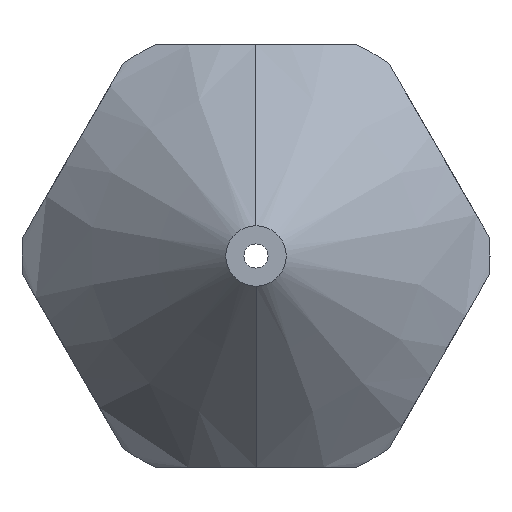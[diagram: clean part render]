
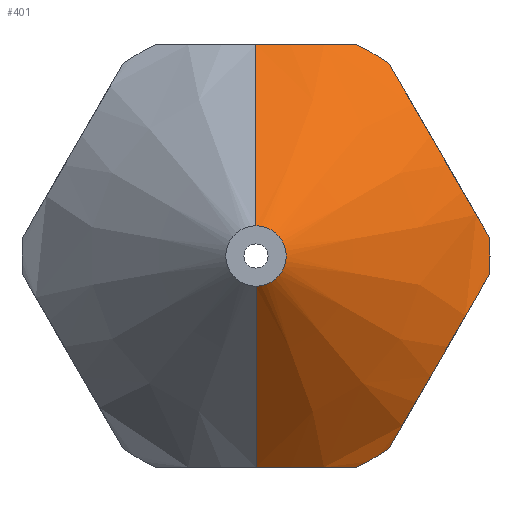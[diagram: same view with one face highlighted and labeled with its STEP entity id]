
A CAD part, front view. The second image highlights one B-rep face of the part: STEP entity #401.
In plain terms, the highlighted conical face has half-angle 45 degrees and reference radius 3 mm.
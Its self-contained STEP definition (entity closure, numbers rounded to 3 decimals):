
#10 = EDGE_CURVE ( 'NONE', #949, #3609, #2541, .T. ) ;
#142 = CARTESIAN_POINT ( 'NONE',  ( 3.732, 3.263, -0.537 ) ) ;
#156 = CARTESIAN_POINT ( 'NONE',  ( 3.391, 3.071, -1.127 ) ) ;
#161 = CARTESIAN_POINT ( 'NONE',  ( 0., 3., -3.5 ) ) ;
#173 = DIRECTION ( 'NONE',  ( 0., 0.707, 0.707 ) ) ;
#304 = CARTESIAN_POINT ( 'NONE',  ( 0., 3., 3.5 ) ) ;
#326 = ORIENTED_EDGE ( 'NONE', *, *, #3032, .F. ) ;
#347 = ORIENTED_EDGE ( 'NONE', *, *, #10, .F. ) ;
#376 = CARTESIAN_POINT ( 'NONE',  ( 3.172, 3., 1.506 ) ) ;
#401 = ADVANCED_FACE ( 'NONE', ( #1819 ), #1003, .T. ) ;
#459 = CARTESIAN_POINT ( 'NONE',  ( 2.884, 3.01, 2.005 ) ) ;
#460 = AXIS2_PLACEMENT_3D ( 'NONE', #520, #2622, #4117 ) ;
#474 = CARTESIAN_POINT ( 'NONE',  ( 3.179, 3.01, -1.495 ) ) ;
#483 = CARTESIAN_POINT ( 'NONE',  ( 3.863, 3.375, 0.31 ) ) ;
#520 = CARTESIAN_POINT ( 'NONE',  ( 0., 3.375, 0. ) ) ;
#572 = CARTESIAN_POINT ( 'NONE',  ( 1.401, 3.262, -3.5 ) ) ;
#580 = B_SPLINE_CURVE_WITH_KNOTS ( 'NONE', 3,
 ( #1878, #572, #2674, #3188, #1947, #1269 ),
 .UNSPECIFIED., .F., .F.,
 ( 4, 2, 4 ),
 ( 0.016, 0.017, 0.017 ),
 .UNSPECIFIED. ) ;
#593 = AXIS2_PLACEMENT_3D ( 'NONE', #1103, #1822, #726 ) ;
#642 = CIRCLE ( 'NONE', #3361, 3.875 ) ;
#663 = CARTESIAN_POINT ( 'NONE',  ( 0., 3., 3.5 ) ) ;
#726 = DIRECTION ( 'NONE',  ( 0., 0., 1. ) ) ;
#800 = CARTESIAN_POINT ( 'NONE',  ( 3.863, 3.375, -0.31 ) ) ;
#810 = CARTESIAN_POINT ( 'NONE',  ( 2.89, 3., -1.994 ) ) ;
#818 = CARTESIAN_POINT ( 'NONE',  ( 3.313, 3.035, 1.261 ) ) ;
#825 = EDGE_CURVE ( 'NONE', #1647, #3031, #2386, .T. ) ;
#870 = CARTESIAN_POINT ( 'NONE',  ( 0., 0., 0. ) ) ;
#897 = DIRECTION ( 'NONE',  ( 0., 1., 0. ) ) ;
#949 = VERTEX_POINT ( 'NONE', #4115 ) ;
#965 = CARTESIAN_POINT ( 'NONE',  ( 0., 2.5, -3. ) ) ;
#1003 = CONICAL_SURFACE ( 'NONE', #593, 3., 0.785 ) ;
#1007 = CARTESIAN_POINT ( 'NONE',  ( 0.572, 3.036, 3.5 ) ) ;
#1103 = CARTESIAN_POINT ( 'NONE',  ( 0., 2.5, 0. ) ) ;
#1158 = CARTESIAN_POINT ( 'NONE',  ( 2.469, 3.166, -2.723 ) ) ;
#1189 = EDGE_CURVE ( 'NONE', #3031, #1902, #580, .T. ) ;
#1206 = DIRECTION ( 'NONE',  ( 0., 0., -1. ) ) ;
#1223 = B_SPLINE_CURVE_WITH_KNOTS ( 'NONE', 3,
 ( #1709, #2128, #4040, #1404, #1755, #459, #1724, #376, #818, #1695, #2302, #483 ),
 .UNSPECIFIED., .F., .F.,
 ( 4, 2, 2, 2, 2, 4 ),
 ( 0., 0.001, 0.002, 0.002, 0.003, 0.004 ),
 .UNSPECIFIED. ) ;
#1269 = CARTESIAN_POINT ( 'NONE',  ( 0., 3., -3.5 ) ) ;
#1310 = CARTESIAN_POINT ( 'NONE',  ( 0., 3.375, 0. ) ) ;
#1326 = CARTESIAN_POINT ( 'NONE',  ( 1.401, 3.262, 3.5 ) ) ;
#1404 = CARTESIAN_POINT ( 'NONE',  ( 2.671, 3.071, 2.373 ) ) ;
#1427 = EDGE_CURVE ( 'NONE', #3609, #3134, #1223, .T. ) ;
#1470 = CARTESIAN_POINT ( 'NONE',  ( 2.2, 3.375, -3.19 ) ) ;
#1559 = ORIENTED_EDGE ( 'NONE', *, *, #4191, .F. ) ;
#1647 = VERTEX_POINT ( 'NONE', #4033 ) ;
#1691 = VECTOR ( 'NONE', #173, 1000. ) ;
#1695 = CARTESIAN_POINT ( 'NONE',  ( 3.593, 3.166, 0.777 ) ) ;
#1709 = CARTESIAN_POINT ( 'NONE',  ( 2.2, 3.375, 3.19 ) ) ;
#1724 = CARTESIAN_POINT ( 'NONE',  ( 2.956, 3., 1.879 ) ) ;
#1755 = CARTESIAN_POINT ( 'NONE',  ( 2.741, 3.045, 2.252 ) ) ;
#1819 = FACE_OUTER_BOUND ( 'NONE', #2618, .T. ) ;
#1822 = DIRECTION ( 'NONE',  ( 0., 1., 0. ) ) ;
#1828 = VERTEX_POINT ( 'NONE', #3919 ) ;
#1834 = CARTESIAN_POINT ( 'NONE',  ( 0., 2.5, 3. ) ) ;
#1878 = CARTESIAN_POINT ( 'NONE',  ( 1.663, 3.375, -3.5 ) ) ;
#1902 = VERTEX_POINT ( 'NONE', #161 ) ;
#1947 = CARTESIAN_POINT ( 'NONE',  ( 0.289, 3., -3.5 ) ) ;
#1999 = ORIENTED_EDGE ( 'NONE', *, *, #1427, .F. ) ;
#2048 = ORIENTED_EDGE ( 'NONE', *, *, #2868, .T. ) ;
#2107 = CARTESIAN_POINT ( 'NONE',  ( 3.598, 3.169, -0.768 ) ) ;
#2128 = CARTESIAN_POINT ( 'NONE',  ( 2.33, 3.263, 2.963 ) ) ;
#2302 = CARTESIAN_POINT ( 'NONE',  ( 3.73, 3.261, 0.539 ) ) ;
#2332 = CARTESIAN_POINT ( 'NONE',  ( 3.863, 3.375, 0.31 ) ) ;
#2334 = CARTESIAN_POINT ( 'NONE',  ( 0., 3.375, 0. ) ) ;
#2337 = AXIS2_PLACEMENT_3D ( 'NONE', #870, #3161, #1206 ) ;
#2386 = CIRCLE ( 'NONE', #2486, 3.875 ) ;
#2428 = VECTOR ( 'NONE', #3192, 1000. ) ;
#2434 = CARTESIAN_POINT ( 'NONE',  ( 3.321, 3.045, -1.248 ) ) ;
#2486 = AXIS2_PLACEMENT_3D ( 'NONE', #2334, #3194, #4192 ) ;
#2541 = CIRCLE ( 'NONE', #460, 3.875 ) ;
#2553 = LINE ( 'NONE', #1834, #1691 ) ;
#2597 = EDGE_CURVE ( 'NONE', #3134, #1828, #642, .T. ) ;
#2618 = EDGE_LOOP ( 'NONE', ( #3675, #2048, #2681, #3687, #3339, #3127, #1999, #347, #1559, #326 ) ) ;
#2622 = DIRECTION ( 'NONE',  ( 0., 1., 0. ) ) ;
#2631 = CARTESIAN_POINT ( 'NONE',  ( 0.289, 3., 3.5 ) ) ;
#2674 = CARTESIAN_POINT ( 'NONE',  ( 1.127, 3.167, -3.5 ) ) ;
#2681 = ORIENTED_EDGE ( 'NONE', *, *, #1189, .F. ) ;
#2719 = CIRCLE ( 'NONE', #2337, 0.5 ) ;
#2782 = CARTESIAN_POINT ( 'NONE',  ( 3.106, 3., -1.621 ) ) ;
#2806 = CARTESIAN_POINT ( 'NONE',  ( 1.663, 3.375, -3.5 ) ) ;
#2868 = EDGE_CURVE ( 'NONE', #4094, #1902, #3106, .T. ) ;
#2907 = CARTESIAN_POINT ( 'NONE',  ( 0., 0., 0.5 ) ) ;
#3019 = B_SPLINE_CURVE_WITH_KNOTS ( 'NONE', 3,
 ( #800, #142, #2107, #156, #2434, #474, #2782, #810, #3105, #1158, #3433, #1470 ),
 .UNSPECIFIED., .F., .F.,
 ( 4, 2, 2, 2, 2, 4 ),
 ( 0., 0.001, 0.002, 0.002, 0.003, 0.004 ),
 .UNSPECIFIED. ) ;
#3031 = VERTEX_POINT ( 'NONE', #2806 ) ;
#3032 = EDGE_CURVE ( 'NONE', #4043, #3067, #2553, .T. ) ;
#3067 = VERTEX_POINT ( 'NONE', #304 ) ;
#3105 = CARTESIAN_POINT ( 'NONE',  ( 2.749, 3.035, -2.239 ) ) ;
#3106 = LINE ( 'NONE', #965, #2428 ) ;
#3127 = ORIENTED_EDGE ( 'NONE', *, *, #2597, .F. ) ;
#3134 = VERTEX_POINT ( 'NONE', #2332 ) ;
#3161 = DIRECTION ( 'NONE',  ( 0., -1., 0. ) ) ;
#3188 = CARTESIAN_POINT ( 'NONE',  ( 0.572, 3.036, -3.5 ) ) ;
#3192 = DIRECTION ( 'NONE',  ( 0., 0.707, -0.707 ) ) ;
#3194 = DIRECTION ( 'NONE',  ( 0., 1., 0. ) ) ;
#3290 = CARTESIAN_POINT ( 'NONE',  ( 1.127, 3.167, 3.5 ) ) ;
#3339 = ORIENTED_EDGE ( 'NONE', *, *, #3346, .F. ) ;
#3346 = EDGE_CURVE ( 'NONE', #1828, #1647, #3019, .T. ) ;
#3355 = B_SPLINE_CURVE_WITH_KNOTS ( 'NONE', 3,
 ( #663, #2631, #1007, #3290, #1326, #3613 ),
 .UNSPECIFIED., .F., .F.,
 ( 4, 2, 4 ),
 ( 0.017, 0.018, 0.019 ),
 .UNSPECIFIED. ) ;
#3361 = AXIS2_PLACEMENT_3D ( 'NONE', #1310, #897, #4222 ) ;
#3369 = CARTESIAN_POINT ( 'NONE',  ( 2.2, 3.375, 3.19 ) ) ;
#3433 = CARTESIAN_POINT ( 'NONE',  ( 2.332, 3.261, -2.961 ) ) ;
#3571 = CARTESIAN_POINT ( 'NONE',  ( 0., 0., -0.5 ) ) ;
#3609 = VERTEX_POINT ( 'NONE', #3369 ) ;
#3613 = CARTESIAN_POINT ( 'NONE',  ( 1.663, 3.375, 3.5 ) ) ;
#3675 = ORIENTED_EDGE ( 'NONE', *, *, #3914, .F. ) ;
#3687 = ORIENTED_EDGE ( 'NONE', *, *, #825, .F. ) ;
#3914 = EDGE_CURVE ( 'NONE', #4094, #4043, #2719, .T. ) ;
#3919 = CARTESIAN_POINT ( 'NONE',  ( 3.863, 3.375, -0.31 ) ) ;
#4033 = CARTESIAN_POINT ( 'NONE',  ( 2.2, 3.375, -3.19 ) ) ;
#4040 = CARTESIAN_POINT ( 'NONE',  ( 2.464, 3.169, 2.732 ) ) ;
#4043 = VERTEX_POINT ( 'NONE', #2907 ) ;
#4094 = VERTEX_POINT ( 'NONE', #3571 ) ;
#4115 = CARTESIAN_POINT ( 'NONE',  ( 1.663, 3.375, 3.5 ) ) ;
#4117 = DIRECTION ( 'NONE',  ( 0., 0., 1. ) ) ;
#4191 = EDGE_CURVE ( 'NONE', #3067, #949, #3355, .T. ) ;
#4192 = DIRECTION ( 'NONE',  ( 0., 0., 1. ) ) ;
#4222 = DIRECTION ( 'NONE',  ( 0., 0., 1. ) ) ;
